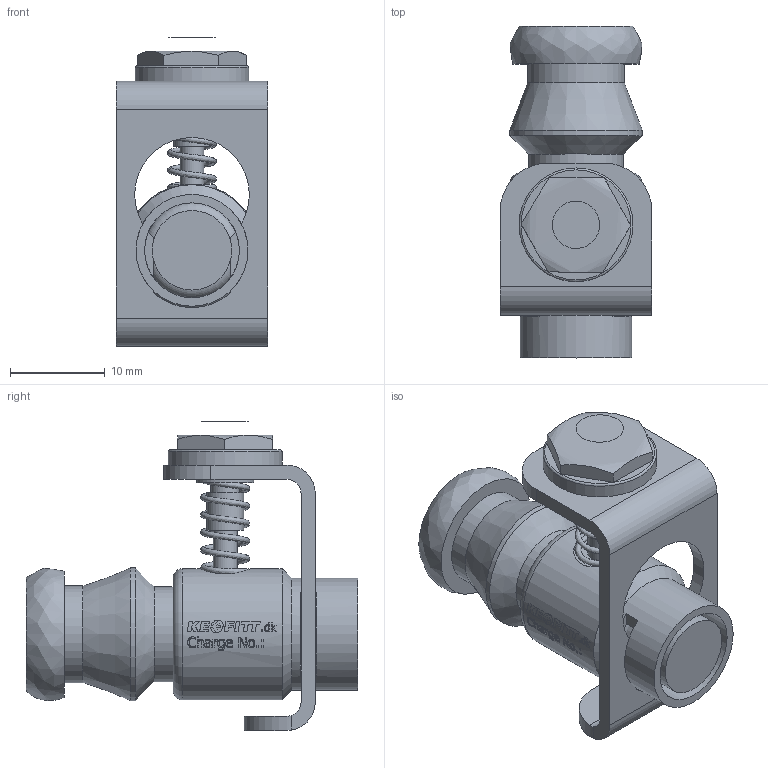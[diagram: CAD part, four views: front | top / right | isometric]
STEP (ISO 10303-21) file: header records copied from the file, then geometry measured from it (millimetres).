
FILE_DESCRIPTION(/* description */ ('This is a sample STEP configuration'),/* implementation_level */ '2;1');
FILE_NAME(/* name */ '400086.stp',/* time_stamp */ '2021-10-12T22:07:03+02:00',/* author */ ('powerJobs'),/* organization */ ('coolOrange'),/* preprocessor_version */ 'ST-DEVELOPER v18.1',/* originating_system */ 'Autodesk Inventor 2022',/* authorisation */ '');
FILE_SCHEMA (('AUTOMOTIVE_DESIGN { 1 0 10303 214 3 1 1 }'));
Length unit declared in the file: millimetre
Products named in the file (1): 400086
Bounding box: 16 x 35 x 32.6 mm (x, y, z)
Volume: 5490.9 mm3; surface area: 4977.8 mm2
Topology: 6 solids, 7 shells, 340 faces, 884 edges, 587 vertices
Faces by surface type: plane 142, bspline 132, cylinder 53, cone 7, torus 4, sphere 2
Full cylindrical faces by diameter (mm): 2.48 x1, 2.5 x1, 3 x1, 3.9 x1, 5.2 x1, 5.5 x1, 6 x1, 6.4 x1, 8.384 x2, 10 x2, 10.2 x1, 11.8 x1, 12 x1, 13.85 x1, 14 x1
Entity records: 14882 total; most frequent: CARTESIAN_POINT 6858, ORIENTED_EDGE 1766, DIRECTION 1191, EDGE_CURVE 883, VERTEX_POINT 587, LINE 441, VECTOR 441, EDGE_LOOP 382
